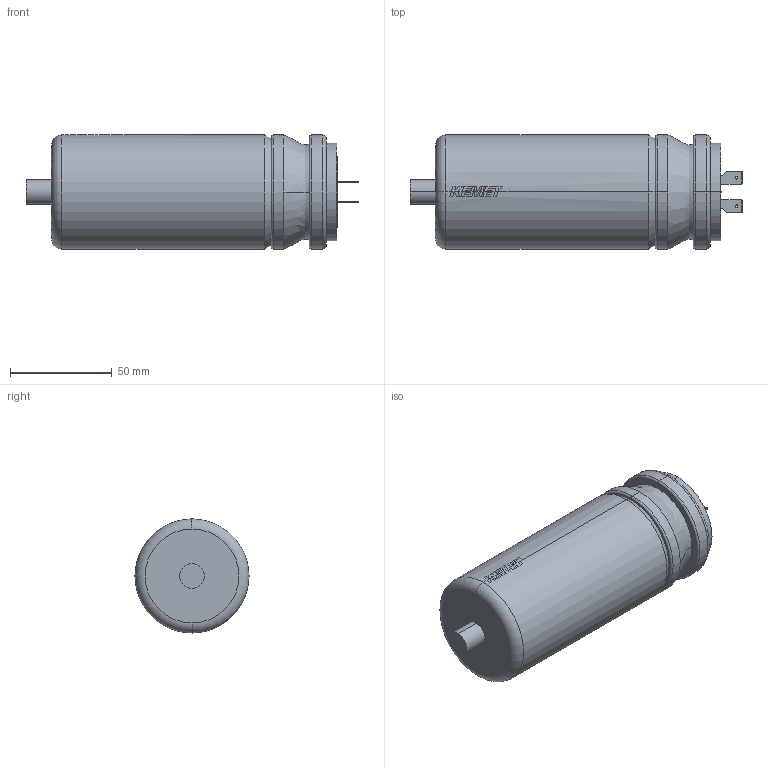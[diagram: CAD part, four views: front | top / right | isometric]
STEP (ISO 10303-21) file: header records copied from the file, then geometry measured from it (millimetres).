
FILE_DESCRIPTION (( 'STEP AP214' ), '1' );
FILE_NAME ('CFM_C87DF_55X133_D56L135.STEP', '2021-03-22T22:11:40', ( '' ), ( '' ), 'SwSTEP 2.0', 'SolidWorks 2014', '' );
FILE_SCHEMA (( 'AUTOMOTIVE_DESIGN' ));
Length unit declared in the file: millimetre
Products named in the file (1): CFM_C87DF_55X133_D56L135
Bounding box: 163 x 56 x 56 mm (x, y, z)
Volume: 335402.9 mm3; surface area: 30930.3 mm2
Topology: 1 solids, 1 shells, 153 faces, 400 edges, 258 vertices
Faces by surface type: cylinder 58, plane 52, bspline 33, torus 8, cone 2
Entity records: 6604 total; most frequent: CARTESIAN_POINT 1498, ORIENTED_EDGE 800, DIRECTION 545, EDGE_CURVE 400, VERTEX_POINT 258, AXIS2_PLACEMENT_3D 191, EDGE_LOOP 170, LINE 163
